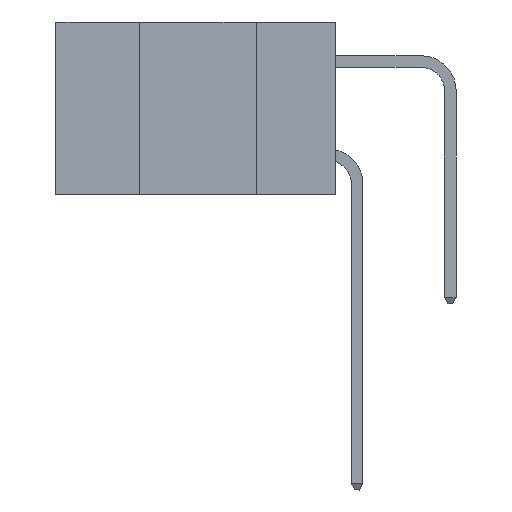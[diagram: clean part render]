
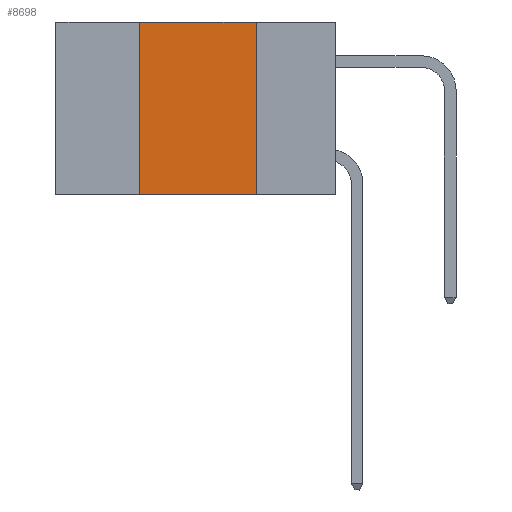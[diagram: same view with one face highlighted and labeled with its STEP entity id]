
A CAD part, left-side view. The second image highlights one B-rep face of the part: STEP entity #8698.
In plain terms, the highlighted planar face has unit normal (-1, 0, 0).
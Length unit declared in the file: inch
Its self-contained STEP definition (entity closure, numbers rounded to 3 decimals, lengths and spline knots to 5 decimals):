
#1365 = LINE ( 'NONE', #17704, #10898 ) ;
#2448 = LINE ( 'NONE', #4832, #2543 ) ;
#2543 = VECTOR ( 'NONE', #12348, 39.37008 ) ;
#2696 = VERTEX_POINT ( 'NONE', #20770 ) ;
#2762 = VECTOR ( 'NONE', #25031, 39.37008 ) ;
#3614 = EDGE_CURVE ( 'NONE', #2696, #15353, #14972, .T. ) ;
#4590 = DIRECTION ( 'NONE',  ( 0., 0., 1. ) ) ;
#4832 = CARTESIAN_POINT ( 'NONE',  ( 0., 0.6, -0.37 ) ) ;
#5262 = CARTESIAN_POINT ( 'NONE',  ( 0., 0.42, 0. ) ) ;
#6727 = CARTESIAN_POINT ( 'NONE',  ( 0., 0.17, 0. ) ) ;
#6783 = VERTEX_POINT ( 'NONE', #23195 ) ;
#6821 = CARTESIAN_POINT ( 'NONE',  ( 0., 0.6, 0. ) ) ;
#7347 = EDGE_CURVE ( 'NONE', #16481, #6783, #1365, .T. ) ;
#7835 = DIRECTION ( 'NONE',  ( 1., 0., 0. ) ) ;
#8623 = ORIENTED_EDGE ( 'NONE', *, *, #3614, .F. ) ;
#8698 = ADVANCED_FACE ( 'NONE', ( #9811 ), #13614, .F. ) ;
#9811 = FACE_OUTER_BOUND ( 'NONE', #22098, .T. ) ;
#10898 = VECTOR ( 'NONE', #21814, 39.37008 ) ;
#12348 = DIRECTION ( 'NONE',  ( 0., -1., 0. ) ) ;
#13614 = PLANE ( 'NONE',  #20564 ) ;
#14972 = LINE ( 'NONE', #22804, #24528 ) ;
#15353 = VERTEX_POINT ( 'NONE', #5262 ) ;
#16442 = LINE ( 'NONE', #6821, #2762 ) ;
#16481 = VERTEX_POINT ( 'NONE', #6727 ) ;
#16585 = ORIENTED_EDGE ( 'NONE', *, *, #25890, .T. ) ;
#17704 = CARTESIAN_POINT ( 'NONE',  ( 0., 0.17, 0. ) ) ;
#20326 = EDGE_CURVE ( 'NONE', #15353, #16481, #16442, .T. ) ;
#20564 = AXIS2_PLACEMENT_3D ( 'NONE', #25907, #7835, #25645 ) ;
#20635 = ORIENTED_EDGE ( 'NONE', *, *, #7347, .F. ) ;
#20770 = CARTESIAN_POINT ( 'NONE',  ( 0., 0.42, -0.37 ) ) ;
#21525 = ORIENTED_EDGE ( 'NONE', *, *, #20326, .F. ) ;
#21814 = DIRECTION ( 'NONE',  ( 0., 0., -1. ) ) ;
#22098 = EDGE_LOOP ( 'NONE', ( #20635, #21525, #8623, #16585 ) ) ;
#22804 = CARTESIAN_POINT ( 'NONE',  ( 0., 0.42, 0. ) ) ;
#23195 = CARTESIAN_POINT ( 'NONE',  ( 0., 0.17, -0.37 ) ) ;
#24528 = VECTOR ( 'NONE', #4590, 39.37008 ) ;
#25031 = DIRECTION ( 'NONE',  ( 0., -1., 0. ) ) ;
#25645 = DIRECTION ( 'NONE',  ( 0., 0., -1. ) ) ;
#25890 = EDGE_CURVE ( 'NONE', #2696, #6783, #2448, .T. ) ;
#25907 = CARTESIAN_POINT ( 'NONE',  ( 0., 0.6, 0. ) ) ;
